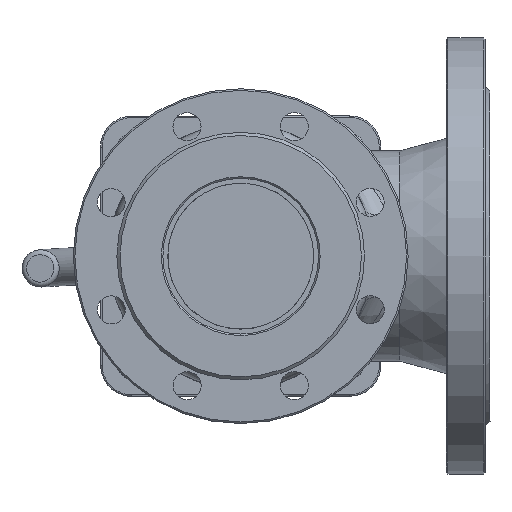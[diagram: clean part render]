
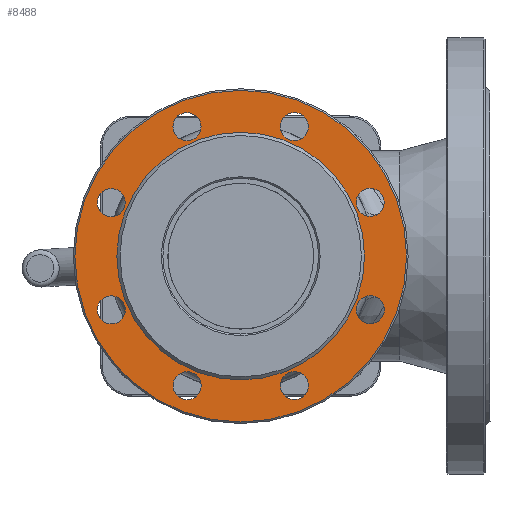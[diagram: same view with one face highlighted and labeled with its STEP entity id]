
A CAD part, front view. The second image highlights one B-rep face of the part: STEP entity #8488.
In plain terms, the highlighted planar face has unit normal (0, -1, 0).
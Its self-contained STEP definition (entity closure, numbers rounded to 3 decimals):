
#256=FACE_BOUND('',#1227,.T.);
#257=FACE_BOUND('',#1228,.T.);
#258=FACE_BOUND('',#1229,.T.);
#259=FACE_BOUND('',#1230,.T.);
#260=FACE_BOUND('',#1231,.T.);
#261=FACE_BOUND('',#1232,.T.);
#262=FACE_BOUND('',#1233,.T.);
#263=FACE_BOUND('',#1234,.T.);
#264=FACE_BOUND('',#1235,.T.);
#389=PLANE('',#9248);
#710=FACE_OUTER_BOUND('',#1226,.T.);
#1226=EDGE_LOOP('',(#5881));
#1227=EDGE_LOOP('',(#5882));
#1228=EDGE_LOOP('',(#5883));
#1229=EDGE_LOOP('',(#5884));
#1230=EDGE_LOOP('',(#5885));
#1231=EDGE_LOOP('',(#5886));
#1232=EDGE_LOOP('',(#5887));
#1233=EDGE_LOOP('',(#5888));
#1234=EDGE_LOOP('',(#5889));
#1235=EDGE_LOOP('',(#5890));
#1785=CIRCLE('',#9247,106.5);
#1786=CIRCLE('',#9249,9.);
#1787=CIRCLE('',#9250,9.);
#1788=CIRCLE('',#9251,9.);
#1789=CIRCLE('',#9252,9.);
#1790=CIRCLE('',#9253,9.);
#1791=CIRCLE('',#9254,9.);
#1792=CIRCLE('',#9255,9.);
#1793=CIRCLE('',#9256,9.);
#1794=CIRCLE('',#9257,79.5);
#3618=VERTEX_POINT('',#14067);
#3619=VERTEX_POINT('',#14071);
#3620=VERTEX_POINT('',#14073);
#3621=VERTEX_POINT('',#14075);
#3622=VERTEX_POINT('',#14077);
#3623=VERTEX_POINT('',#14079);
#3624=VERTEX_POINT('',#14081);
#3625=VERTEX_POINT('',#14083);
#3626=VERTEX_POINT('',#14085);
#3627=VERTEX_POINT('',#14087);
#4468=EDGE_CURVE('',#3618,#3618,#1785,.T.);
#4469=EDGE_CURVE('',#3619,#3619,#1786,.T.);
#4470=EDGE_CURVE('',#3620,#3620,#1787,.T.);
#4471=EDGE_CURVE('',#3621,#3621,#1788,.T.);
#4472=EDGE_CURVE('',#3622,#3622,#1789,.T.);
#4473=EDGE_CURVE('',#3623,#3623,#1790,.T.);
#4474=EDGE_CURVE('',#3624,#3624,#1791,.T.);
#4475=EDGE_CURVE('',#3625,#3625,#1792,.T.);
#4476=EDGE_CURVE('',#3626,#3626,#1793,.T.);
#4477=EDGE_CURVE('',#3627,#3627,#1794,.T.);
#5881=ORIENTED_EDGE('',*,*,#4468,.F.);
#5882=ORIENTED_EDGE('',*,*,#4469,.F.);
#5883=ORIENTED_EDGE('',*,*,#4470,.F.);
#5884=ORIENTED_EDGE('',*,*,#4471,.F.);
#5885=ORIENTED_EDGE('',*,*,#4472,.F.);
#5886=ORIENTED_EDGE('',*,*,#4473,.F.);
#5887=ORIENTED_EDGE('',*,*,#4474,.F.);
#5888=ORIENTED_EDGE('',*,*,#4475,.F.);
#5889=ORIENTED_EDGE('',*,*,#4476,.F.);
#5890=ORIENTED_EDGE('',*,*,#4477,.F.);
#8488=ADVANCED_FACE('',(#710,#256,#257,#258,#259,#260,#261,#262,#263,#264),
#389,.F.);
#9247=AXIS2_PLACEMENT_3D('',#14069,#10379,#10380);
#9248=AXIS2_PLACEMENT_3D('',#14070,#10381,#10382);
#9249=AXIS2_PLACEMENT_3D('',#14072,#10383,#10384);
#9250=AXIS2_PLACEMENT_3D('',#14074,#10385,#10386);
#9251=AXIS2_PLACEMENT_3D('',#14076,#10387,#10388);
#9252=AXIS2_PLACEMENT_3D('',#14078,#10389,#10390);
#9253=AXIS2_PLACEMENT_3D('',#14080,#10391,#10392);
#9254=AXIS2_PLACEMENT_3D('',#14082,#10393,#10394);
#9255=AXIS2_PLACEMENT_3D('',#14084,#10395,#10396);
#9256=AXIS2_PLACEMENT_3D('',#14086,#10397,#10398);
#9257=AXIS2_PLACEMENT_3D('',#14088,#10399,#10400);
#10379=DIRECTION('center_axis',(0.,1.,0.));
#10380=DIRECTION('ref_axis',(1.,0.,0.));
#10381=DIRECTION('center_axis',(0.,1.,0.));
#10382=DIRECTION('ref_axis',(0.,0.,1.));
#10383=DIRECTION('center_axis',(0.,-1.,0.));
#10384=DIRECTION('ref_axis',(-1.,0.,0.));
#10385=DIRECTION('center_axis',(0.,-1.,0.));
#10386=DIRECTION('ref_axis',(-1.,0.,0.));
#10387=DIRECTION('center_axis',(0.,-1.,0.));
#10388=DIRECTION('ref_axis',(-1.,0.,0.));
#10389=DIRECTION('center_axis',(0.,-1.,0.));
#10390=DIRECTION('ref_axis',(-1.,0.,0.));
#10391=DIRECTION('center_axis',(0.,-1.,0.));
#10392=DIRECTION('ref_axis',(-1.,0.,0.));
#10393=DIRECTION('center_axis',(0.,-1.,0.));
#10394=DIRECTION('ref_axis',(-1.,0.,0.));
#10395=DIRECTION('center_axis',(0.,-1.,0.));
#10396=DIRECTION('ref_axis',(-1.,0.,0.));
#10397=DIRECTION('center_axis',(0.,-1.,0.));
#10398=DIRECTION('ref_axis',(-1.,0.,0.));
#10399=DIRECTION('center_axis',(0.,-1.,0.));
#10400=DIRECTION('ref_axis',(1.,0.,0.));
#14067=CARTESIAN_POINT('',(-106.5,-23.,0.));
#14069=CARTESIAN_POINT('Origin',(0.,-23.,0.));
#14070=CARTESIAN_POINT('Origin',(0.,-23.,0.));
#14071=CARTESIAN_POINT('',(-25.442,-23.,83.149));
#14072=CARTESIAN_POINT('Origin',(-34.442,-23.,83.149));
#14073=CARTESIAN_POINT('',(-74.149,-23.,34.442));
#14074=CARTESIAN_POINT('Origin',(-83.149,-23.,34.442));
#14075=CARTESIAN_POINT('',(-74.149,-23.,-34.442));
#14076=CARTESIAN_POINT('Origin',(-83.149,-23.,-34.442));
#14077=CARTESIAN_POINT('',(-25.442,-23.,-83.149));
#14078=CARTESIAN_POINT('Origin',(-34.442,-23.,-83.149));
#14079=CARTESIAN_POINT('',(43.442,-23.,-83.149));
#14080=CARTESIAN_POINT('Origin',(34.442,-23.,-83.149));
#14081=CARTESIAN_POINT('',(92.149,-23.,-34.442));
#14082=CARTESIAN_POINT('Origin',(83.149,-23.,-34.442));
#14083=CARTESIAN_POINT('',(92.149,-23.,34.442));
#14084=CARTESIAN_POINT('Origin',(83.149,-23.,34.442));
#14085=CARTESIAN_POINT('',(43.442,-23.,83.149));
#14086=CARTESIAN_POINT('Origin',(34.442,-23.,83.149));
#14087=CARTESIAN_POINT('',(-79.5,-23.,0.));
#14088=CARTESIAN_POINT('Origin',(0.,-23.,0.));
